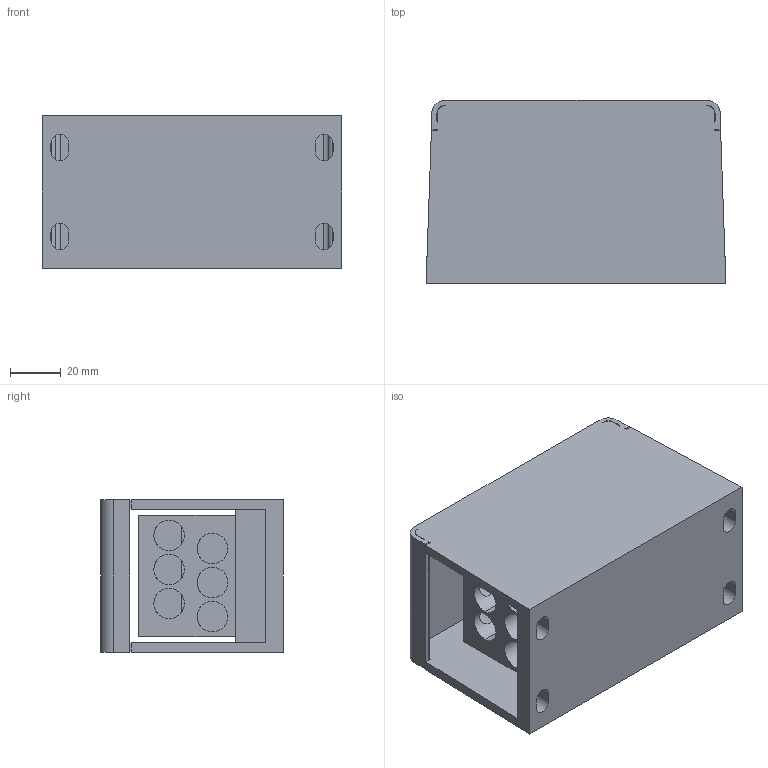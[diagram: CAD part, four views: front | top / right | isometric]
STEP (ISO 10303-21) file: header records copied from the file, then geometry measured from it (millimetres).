
FILE_DESCRIPTION((''),'2;1');
FILE_NAME('UJFX1-240B','2023-12-06T',('dell'),(''),'PRO/ENGINEER BY PARAMETRIC TECHNOLOGY CORPORATION, 2013230','PRO/ENGINEER BY PARAMETRIC TECHNOLOGY CORPORATION, 2013230','');
FILE_SCHEMA(('AUTOMOTIVE_DESIGN { 1 0 10303 214 1 1 1 1 }'));
Length unit declared in the file: millimetre
Products named in the file (1): UJFX1-240B
Bounding box: 118 x 72 x 60 mm (x, y, z)
Volume: 262168.1 mm3; surface area: 80153.3 mm2
Topology: 1 solids, 1 shells, 112 faces, 336 edges, 222 vertices
Faces by surface type: plane 60, cylinder 52
Entity records: 4209 total; most frequent: CARTESIAN_POINT 976, ORIENTED_EDGE 672, DIRECTION 638, EDGE_CURVE 336, VERTEX_POINT 222, VECTOR 214, LINE 214, AXIS2_PLACEMENT_3D 212
